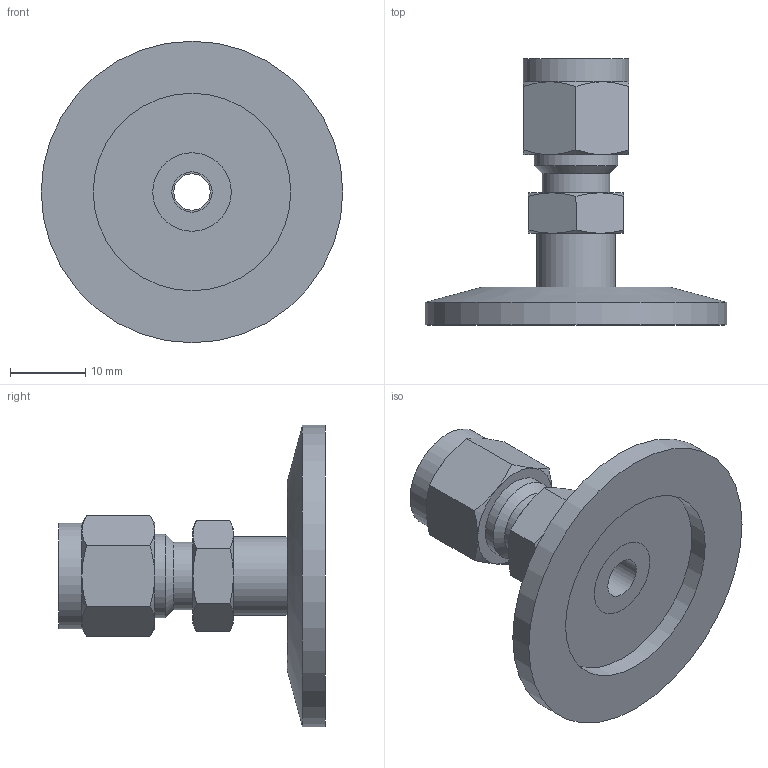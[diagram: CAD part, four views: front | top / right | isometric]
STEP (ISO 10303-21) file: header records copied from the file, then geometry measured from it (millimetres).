
FILE_DESCRIPTION(/* description */ (''),/* implementation_level */ '2;1');
FILE_NAME(/* name */ 'FL-SWG6M-25KF.stp',/* time_stamp */ '2019-02-28T12:26:21+00:00',/* author */ ('paul'),/* organization */ (''),/* preprocessor_version */ 'ST-DEVELOPER v17.2',/* originating_system */ 'Autodesk Inventor 2019',/* authorisation */ '');
FILE_SCHEMA (('AUTOMOTIVE_DESIGN { 1 0 10303 214 3 1 1 }'));
Length unit declared in the file: millimetre
Products named in the file (3): FL-SWG6M-16KF; FL-25KF; SS-6M0-1-2W
Assembly tree (2 placements, depth 2):
  FL-SWG6M-16KF
    FL-25KF
    SS-6M0-1-2W
Bounding box: 40 x 35.3 x 40 mm (x, y, z)
Volume: 7162.3 mm3; surface area: 5319.2 mm2
Topology: 2 solids, 2 shells, 58 faces, 122 edges, 74 vertices
Faces by surface type: cone 26, plane 22, cylinder 10
Full cylindrical faces by diameter (mm): 4.8 x1, 5.334 x1, 6 x1, 8.954 x1, 10.414 x2, 11.113 x1, 13.97 x1, 26.2 x1, 40 x1
Entity records: 1614 total; most frequent: CARTESIAN_POINT 355, DIRECTION 250, ORIENTED_EDGE 244, EDGE_CURVE 122, AXIS2_PLACEMENT_3D 113, VERTEX_POINT 74, EDGE_LOOP 68, FACE_OUTER_BOUND 58
